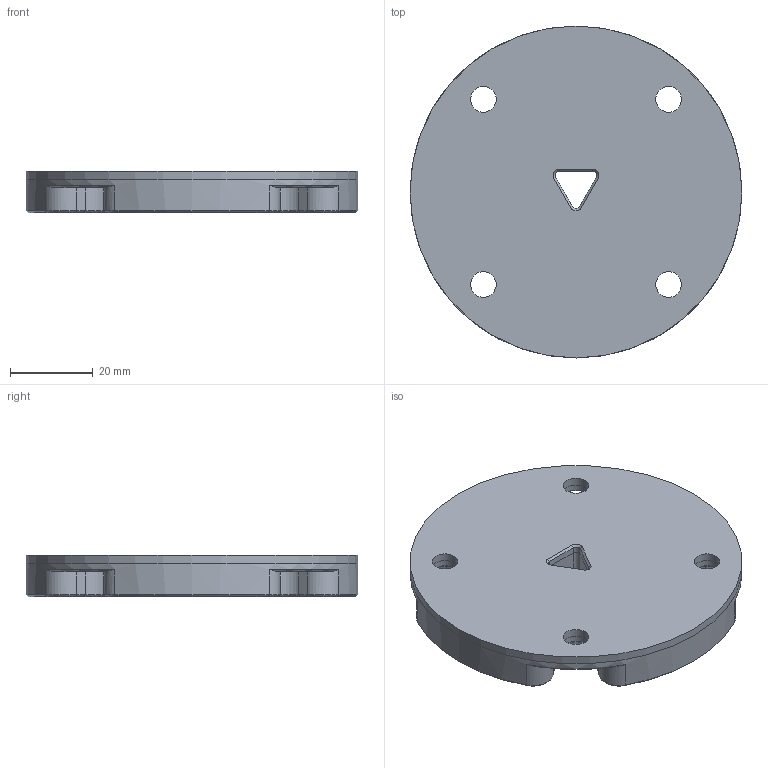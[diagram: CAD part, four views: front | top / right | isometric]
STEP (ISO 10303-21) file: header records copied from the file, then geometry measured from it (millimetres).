
FILE_DESCRIPTION(/* description */ (''),/* implementation_level */ '2;1');
FILE_NAME(/* name */ 'bosch_adapter.step',/* time_stamp */ '2025-09-03T20:20:51+02:00',/* author */ (''),/* organization */ (''),/* preprocessor_version */ 'ST-DEVELOPER v20.1',/* originating_system */ 'Autodesk Translation Framework v14.10.0.0',/* authorisation */ '');
FILE_SCHEMA (('AUTOMOTIVE_DESIGN { 1 0 10303 214 3 1 1 }'));
Length unit declared in the file: millimetre
Products named in the file (3): bosch_adapter; bcap; bbase
Assembly tree (2 placements, depth 2):
  bosch_adapter
    bcap
    bbase
Bounding box: 80 x 80 x 10 mm (x, y, z)
Volume: 44593.6 mm3; surface area: 23290.3 mm2
Topology: 2 solids, 2 shells, 106 faces, 250 edges, 152 vertices
Faces by surface type: plane 40, cone 34, cylinder 32
Full cylindrical faces by diameter (mm): 6.2 x8, 9.8 x2, 10.2 x2, 80 x2
Entity records: 3193 total; most frequent: DIRECTION 570, CARTESIAN_POINT 569, ORIENTED_EDGE 500, EDGE_CURVE 250, AXIS2_PLACEMENT_3D 217, VERTEX_POINT 152, LINE 136, VECTOR 136
